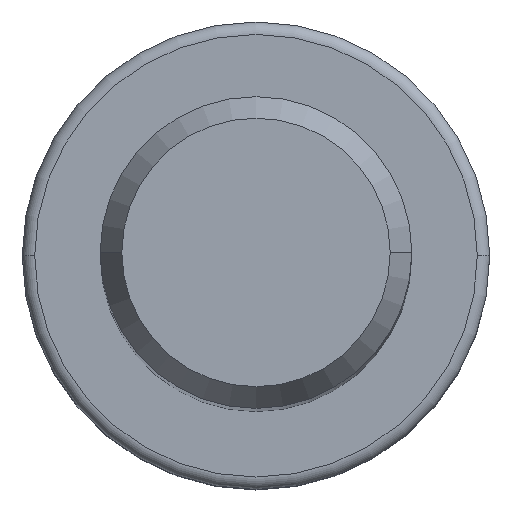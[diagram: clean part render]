
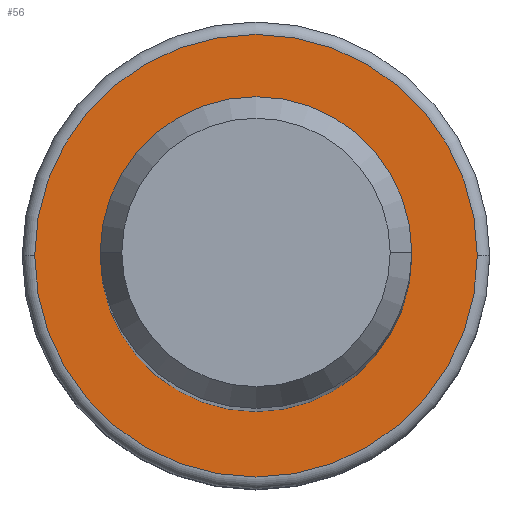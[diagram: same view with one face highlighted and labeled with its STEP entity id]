
A CAD part, top view. The second image highlights one B-rep face of the part: STEP entity #56.
In plain terms, the highlighted planar face has unit normal (0, 0, 1).
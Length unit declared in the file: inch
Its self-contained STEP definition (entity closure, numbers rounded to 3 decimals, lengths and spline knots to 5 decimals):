
#3 = CIRCLE ( 'NONE', #338, 0.1775 ) ;
#11 = DIRECTION ( 'NONE',  ( 0., 0., 1. ) ) ;
#21 = DIRECTION ( 'NONE',  ( 1., 0., 0. ) ) ;
#22 = EDGE_LOOP ( 'NONE', ( #264, #439 ) ) ;
#24 = VERTEX_POINT ( 'NONE', #150 ) ;
#38 = EDGE_CURVE ( 'NONE', #126, #24, #217, .T. ) ;
#56 = ADVANCED_FACE ( 'NONE', ( #272, #371 ), #103, .T. ) ;
#67 = DIRECTION ( 'NONE',  ( 0., 0., 1. ) ) ;
#81 = CIRCLE ( 'NONE', #506, 0.125 ) ;
#103 = PLANE ( 'NONE',  #164 ) ;
#108 = ORIENTED_EDGE ( 'NONE', *, *, #159, .F. ) ;
#119 = CARTESIAN_POINT ( 'NONE',  ( -0.125, 0., 0.25 ) ) ;
#122 = EDGE_LOOP ( 'NONE', ( #298, #108 ) ) ;
#126 = VERTEX_POINT ( 'NONE', #318 ) ;
#127 = AXIS2_PLACEMENT_3D ( 'NONE', #475, #11, #333 ) ;
#150 = CARTESIAN_POINT ( 'NONE',  ( -0.1775, 0., 0.25 ) ) ;
#154 = DIRECTION ( 'NONE',  ( 0., 0., 1. ) ) ;
#159 = EDGE_CURVE ( 'NONE', #241, #309, #575, .T. ) ;
#164 = AXIS2_PLACEMENT_3D ( 'NONE', #517, #279, #232 ) ;
#177 = CARTESIAN_POINT ( 'NONE',  ( 0., 0., 0.25 ) ) ;
#217 = CIRCLE ( 'NONE', #127, 0.1775 ) ;
#224 = EDGE_CURVE ( 'NONE', #24, #126, #3, .T. ) ;
#232 = DIRECTION ( 'NONE',  ( 1., 0., 0. ) ) ;
#240 = CARTESIAN_POINT ( 'NONE',  ( 0., 0., 0.25 ) ) ;
#241 = VERTEX_POINT ( 'NONE', #300 ) ;
#244 = DIRECTION ( 'NONE',  ( 1., 0., 0. ) ) ;
#245 = AXIS2_PLACEMENT_3D ( 'NONE', #489, #154, #21 ) ;
#264 = ORIENTED_EDGE ( 'NONE', *, *, #38, .T. ) ;
#272 = FACE_OUTER_BOUND ( 'NONE', #22, .T. ) ;
#279 = DIRECTION ( 'NONE',  ( 0., 0., 1. ) ) ;
#298 = ORIENTED_EDGE ( 'NONE', *, *, #382, .F. ) ;
#300 = CARTESIAN_POINT ( 'NONE',  ( 0.125, 0., 0.25 ) ) ;
#309 = VERTEX_POINT ( 'NONE', #119 ) ;
#318 = CARTESIAN_POINT ( 'NONE',  ( 0.1775, 0., 0.25 ) ) ;
#333 = DIRECTION ( 'NONE',  ( 1., 0., 0. ) ) ;
#338 = AXIS2_PLACEMENT_3D ( 'NONE', #240, #67, #244 ) ;
#353 = DIRECTION ( 'NONE',  ( 0., 0., 1. ) ) ;
#360 = DIRECTION ( 'NONE',  ( 1., 0., 0. ) ) ;
#371 = FACE_BOUND ( 'NONE', #122, .T. ) ;
#382 = EDGE_CURVE ( 'NONE', #309, #241, #81, .T. ) ;
#439 = ORIENTED_EDGE ( 'NONE', *, *, #224, .T. ) ;
#475 = CARTESIAN_POINT ( 'NONE',  ( 0., 0., 0.25 ) ) ;
#489 = CARTESIAN_POINT ( 'NONE',  ( 0., 0., 0.25 ) ) ;
#506 = AXIS2_PLACEMENT_3D ( 'NONE', #177, #353, #360 ) ;
#517 = CARTESIAN_POINT ( 'NONE',  ( 0.1775, 0., 0.25 ) ) ;
#575 = CIRCLE ( 'NONE', #245, 0.125 ) ;
